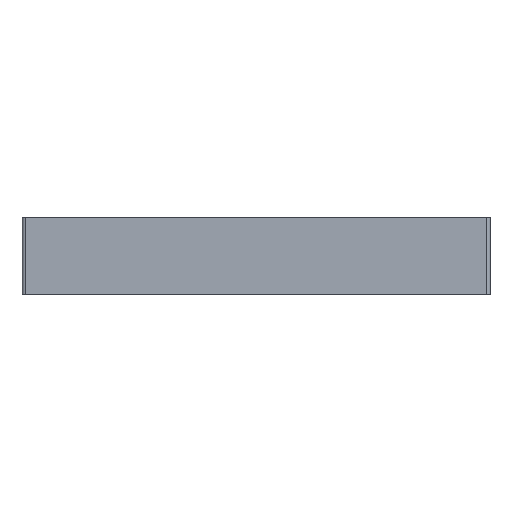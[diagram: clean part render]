
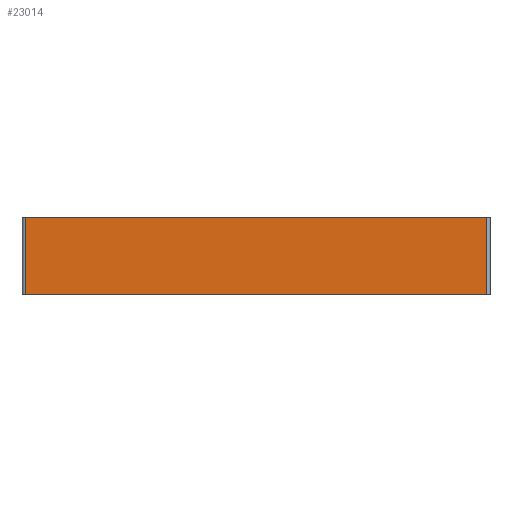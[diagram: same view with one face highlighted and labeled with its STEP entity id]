
A CAD part, front view. The second image highlights one B-rep face of the part: STEP entity #23014.
In plain terms, the highlighted planar face has unit normal (0, -1, 0).
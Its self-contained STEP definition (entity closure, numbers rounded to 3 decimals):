
#44 = PLANE('',#45);
#45 = AXIS2_PLACEMENT_3D('',#46,#47,#48);
#46 = CARTESIAN_POINT('',(0.,0.,35.));
#47 = DIRECTION('',(0.,0.,1.));
#48 = DIRECTION('',(1.,0.,0.));
#72 = CYLINDRICAL_SURFACE('',#73,1.5);
#73 = AXIS2_PLACEMENT_3D('',#74,#75,#76);
#74 = CARTESIAN_POINT('',(1.5,1.5,0.));
#75 = DIRECTION('',(0.,0.,1.));
#76 = DIRECTION('',(-1.,0.,0.));
#100 = PLANE('',#101);
#101 = AXIS2_PLACEMENT_3D('',#102,#103,#104);
#102 = CARTESIAN_POINT('',(0.,0.,0.));
#103 = DIRECTION('',(0.,0.,1.));
#104 = DIRECTION('',(1.,0.,0.));
#313 = VERTEX_POINT('',#314);
#314 = CARTESIAN_POINT('',(1.5,0.,35.));
#336 = EDGE_CURVE('',#313,#337,#339,.T.);
#337 = VERTEX_POINT('',#338);
#338 = CARTESIAN_POINT('',(210.375,0.,35.));
#339 = SURFACE_CURVE('',#340,(#344,#351),.PCURVE_S1.);
#340 = LINE('',#341,#342);
#341 = CARTESIAN_POINT('',(0.,0.,35.));
#342 = VECTOR('',#343,1.);
#343 = DIRECTION('',(1.,0.,0.));
#344 = PCURVE('',#44,#345);
#345 = DEFINITIONAL_REPRESENTATION('',(#346),#350);
#346 = LINE('',#347,#348);
#347 = CARTESIAN_POINT('',(0.,0.));
#348 = VECTOR('',#349,1.);
#349 = DIRECTION('',(1.,0.));
#350 = ( GEOMETRIC_REPRESENTATION_CONTEXT(2) 
PARAMETRIC_REPRESENTATION_CONTEXT() REPRESENTATION_CONTEXT('2D SPACE',''
  ) );
#351 = PCURVE('',#352,#357);
#352 = PLANE('',#353);
#353 = AXIS2_PLACEMENT_3D('',#354,#355,#356);
#354 = CARTESIAN_POINT('',(0.,0.,0.));
#355 = DIRECTION('',(0.,1.,0.));
#356 = DIRECTION('',(0.,0.,1.));
#357 = DEFINITIONAL_REPRESENTATION('',(#358),#362);
#358 = LINE('',#359,#360);
#359 = CARTESIAN_POINT('',(35.,0.));
#360 = VECTOR('',#361,1.);
#361 = DIRECTION('',(0.,1.));
#362 = ( GEOMETRIC_REPRESENTATION_CONTEXT(2) 
PARAMETRIC_REPRESENTATION_CONTEXT() REPRESENTATION_CONTEXT('2D SPACE',''
  ) );
#381 = CYLINDRICAL_SURFACE('',#382,1.5);
#382 = AXIS2_PLACEMENT_3D('',#383,#384,#385);
#383 = CARTESIAN_POINT('',(210.375,1.5,0.));
#384 = DIRECTION('',(0.,0.,1.));
#385 = DIRECTION('',(0.,-1.,0.));
#11843 = VERTEX_POINT('',#11844);
#11844 = CARTESIAN_POINT('',(1.5,0.,0.));
#11866 = EDGE_CURVE('',#11843,#11867,#11869,.T.);
#11867 = VERTEX_POINT('',#11868);
#11868 = CARTESIAN_POINT('',(210.375,0.,0.));
#11869 = SURFACE_CURVE('',#11870,(#11874,#11881),.PCURVE_S1.);
#11870 = LINE('',#11871,#11872);
#11871 = CARTESIAN_POINT('',(0.,0.,0.));
#11872 = VECTOR('',#11873,1.);
#11873 = DIRECTION('',(1.,0.,0.));
#11874 = PCURVE('',#100,#11875);
#11875 = DEFINITIONAL_REPRESENTATION('',(#11876),#11880);
#11876 = LINE('',#11877,#11878);
#11877 = CARTESIAN_POINT('',(0.,0.));
#11878 = VECTOR('',#11879,1.);
#11879 = DIRECTION('',(1.,0.));
#11880 = ( GEOMETRIC_REPRESENTATION_CONTEXT(2) 
PARAMETRIC_REPRESENTATION_CONTEXT() REPRESENTATION_CONTEXT('2D SPACE',''
  ) );
#11881 = PCURVE('',#352,#11882);
#11882 = DEFINITIONAL_REPRESENTATION('',(#11883),#11887);
#11883 = LINE('',#11884,#11885);
#11884 = CARTESIAN_POINT('',(0.,0.));
#11885 = VECTOR('',#11886,1.);
#11886 = DIRECTION('',(0.,1.));
#11887 = ( GEOMETRIC_REPRESENTATION_CONTEXT(2) 
PARAMETRIC_REPRESENTATION_CONTEXT() REPRESENTATION_CONTEXT('2D SPACE',''
  ) );
#12680 = EDGE_CURVE('',#11843,#313,#12681,.T.);
#12681 = SURFACE_CURVE('',#12682,(#12686,#12693),.PCURVE_S1.);
#12682 = LINE('',#12683,#12684);
#12683 = CARTESIAN_POINT('',(1.5,0.,0.));
#12684 = VECTOR('',#12685,1.);
#12685 = DIRECTION('',(0.,0.,1.));
#12686 = PCURVE('',#72,#12687);
#12687 = DEFINITIONAL_REPRESENTATION('',(#12688),#12692);
#12688 = LINE('',#12689,#12690);
#12689 = CARTESIAN_POINT('',(1.571,0.));
#12690 = VECTOR('',#12691,1.);
#12691 = DIRECTION('',(0.,1.));
#12692 = ( GEOMETRIC_REPRESENTATION_CONTEXT(2) 
PARAMETRIC_REPRESENTATION_CONTEXT() REPRESENTATION_CONTEXT('2D SPACE',''
  ) );
#12693 = PCURVE('',#352,#12694);
#12694 = DEFINITIONAL_REPRESENTATION('',(#12695),#12699);
#12695 = LINE('',#12696,#12697);
#12696 = CARTESIAN_POINT('',(0.,1.5));
#12697 = VECTOR('',#12698,1.);
#12698 = DIRECTION('',(1.,0.));
#12699 = ( GEOMETRIC_REPRESENTATION_CONTEXT(2) 
PARAMETRIC_REPRESENTATION_CONTEXT() REPRESENTATION_CONTEXT('2D SPACE',''
  ) );
#22994 = EDGE_CURVE('',#11867,#337,#22995,.T.);
#22995 = SURFACE_CURVE('',#22996,(#23000,#23007),.PCURVE_S1.);
#22996 = LINE('',#22997,#22998);
#22997 = CARTESIAN_POINT('',(210.375,0.,0.));
#22998 = VECTOR('',#22999,1.);
#22999 = DIRECTION('',(0.,0.,1.));
#23000 = PCURVE('',#381,#23001);
#23001 = DEFINITIONAL_REPRESENTATION('',(#23002),#23006);
#23002 = LINE('',#23003,#23004);
#23003 = CARTESIAN_POINT('',(0.,0.));
#23004 = VECTOR('',#23005,1.);
#23005 = DIRECTION('',(0.,1.));
#23006 = ( GEOMETRIC_REPRESENTATION_CONTEXT(2) 
PARAMETRIC_REPRESENTATION_CONTEXT() REPRESENTATION_CONTEXT('2D SPACE',''
  ) );
#23007 = PCURVE('',#352,#23008);
#23008 = DEFINITIONAL_REPRESENTATION('',(#23009),#23013);
#23009 = LINE('',#23010,#23011);
#23010 = CARTESIAN_POINT('',(0.,210.375));
#23011 = VECTOR('',#23012,1.);
#23012 = DIRECTION('',(1.,0.));
#23013 = ( GEOMETRIC_REPRESENTATION_CONTEXT(2) 
PARAMETRIC_REPRESENTATION_CONTEXT() REPRESENTATION_CONTEXT('2D SPACE',''
  ) );
#23014 = ADVANCED_FACE('',(#23015),#352,.F.);
#23015 = FACE_BOUND('',#23016,.F.);
#23016 = EDGE_LOOP('',(#23017,#23018,#23019,#23020));
#23017 = ORIENTED_EDGE('',*,*,#11866,.F.);
#23018 = ORIENTED_EDGE('',*,*,#12680,.T.);
#23019 = ORIENTED_EDGE('',*,*,#336,.T.);
#23020 = ORIENTED_EDGE('',*,*,#22994,.F.);
